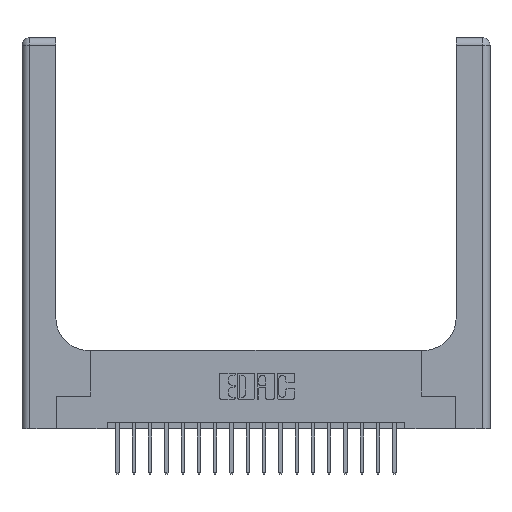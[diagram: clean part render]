
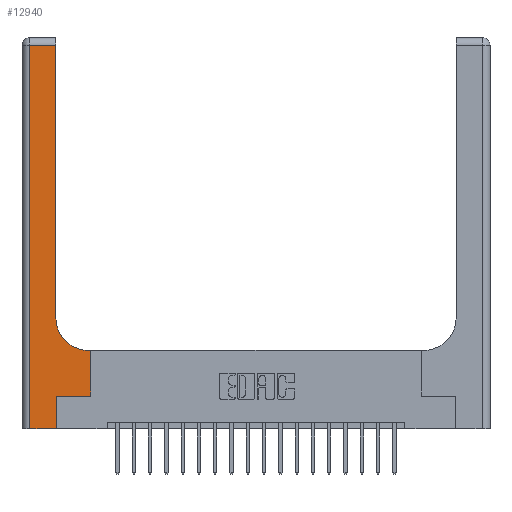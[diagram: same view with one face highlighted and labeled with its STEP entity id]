
A CAD part, top view. The second image highlights one B-rep face of the part: STEP entity #12940.
In plain terms, the highlighted planar face has unit normal (0, 0, 1).
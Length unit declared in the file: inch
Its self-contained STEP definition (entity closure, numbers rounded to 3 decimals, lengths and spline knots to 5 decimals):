
#1576 = VERTEX_POINT ( 'NONE', #3527 ) ;
#1819 = EDGE_CURVE ( 'NONE', #9339, #6976, #18123, .T. ) ;
#2279 = LINE ( 'NONE', #12318, #20069 ) ;
#2426 = CARTESIAN_POINT ( 'NONE',  ( 0.26, 2.94, 0.37 ) ) ;
#2499 = CARTESIAN_POINT ( 'NONE',  ( 0.06, 2.94, 0.37 ) ) ;
#3018 = ORIENTED_EDGE ( 'NONE', *, *, #6193, .T. ) ;
#3090 = EDGE_CURVE ( 'NONE', #16666, #19261, #3465, .T. ) ;
#3440 = DIRECTION ( 'NONE',  ( -1., 0., 0. ) ) ;
#3465 = LINE ( 'NONE', #6648, #19520 ) ;
#3527 = CARTESIAN_POINT ( 'NONE',  ( 0.265, 0.25, 0.37 ) ) ;
#3696 = PLANE ( 'NONE',  #12815 ) ;
#3928 = ORIENTED_EDGE ( 'NONE', *, *, #19474, .T. ) ;
#4359 = CARTESIAN_POINT ( 'NONE',  ( 0., 2.94, 0.37 ) ) ;
#4613 = VECTOR ( 'NONE', #10472, 39.37008 ) ;
#4722 = EDGE_CURVE ( 'NONE', #14167, #19734, #2279, .T. ) ;
#5323 = ORIENTED_EDGE ( 'NONE', *, *, #4722, .T. ) ;
#5424 = CARTESIAN_POINT ( 'NONE',  ( 0.26, 0.85, 0.37 ) ) ;
#6158 = DIRECTION ( 'NONE',  ( -1., 0., 0. ) ) ;
#6193 = EDGE_CURVE ( 'NONE', #7238, #13868, #13915, .T. ) ;
#6358 = LINE ( 'NONE', #12768, #12887 ) ;
#6573 = DIRECTION ( 'NONE',  ( 0., 1., 0. ) ) ;
#6648 = CARTESIAN_POINT ( 'NONE',  ( 0.528, 0.25, 0.37 ) ) ;
#6810 = CARTESIAN_POINT ( 'NONE',  ( 0.06, 0., 0.37 ) ) ;
#6963 = CARTESIAN_POINT ( 'NONE',  ( 0.51, 0.6, 0.37 ) ) ;
#6976 = VERTEX_POINT ( 'NONE', #5424 ) ;
#7238 = VERTEX_POINT ( 'NONE', #2426 ) ;
#7283 = LINE ( 'NONE', #17803, #17725 ) ;
#7548 = EDGE_CURVE ( 'NONE', #19261, #9339, #6358, .T. ) ;
#8267 = DIRECTION ( 'NONE',  ( -1., 0., 0. ) ) ;
#8307 = EDGE_CURVE ( 'NONE', #13868, #14167, #7283, .T. ) ;
#8620 = ORIENTED_EDGE ( 'NONE', *, *, #3090, .T. ) ;
#8690 = CARTESIAN_POINT ( 'NONE',  ( 0.51, 0.85, 0.37 ) ) ;
#8895 = CARTESIAN_POINT ( 'NONE',  ( 0.265, 0., 0.37 ) ) ;
#8900 = DIRECTION ( 'NONE',  ( 0., 0., -1. ) ) ;
#9062 = EDGE_CURVE ( 'NONE', #19734, #1576, #14085, .T. ) ;
#9339 = VERTEX_POINT ( 'NONE', #6963 ) ;
#9953 = CARTESIAN_POINT ( 'NONE',  ( 0.528, 0.25, 0.37 ) ) ;
#10051 = CARTESIAN_POINT ( 'NONE',  ( 0., 3., 0.37 ) ) ;
#10472 = DIRECTION ( 'NONE',  ( 0., 1., 0. ) ) ;
#10481 = FACE_OUTER_BOUND ( 'NONE', #16673, .T. ) ;
#11688 = DIRECTION ( 'NONE',  ( 0., -1., 0. ) ) ;
#12318 = CARTESIAN_POINT ( 'NONE',  ( 0., 0., 0.37 ) ) ;
#12422 = ORIENTED_EDGE ( 'NONE', *, *, #7548, .T. ) ;
#12585 = ORIENTED_EDGE ( 'NONE', *, *, #9062, .T. ) ;
#12768 = CARTESIAN_POINT ( 'NONE',  ( 0.26, 0.6, 0.37 ) ) ;
#12815 = AXIS2_PLACEMENT_3D ( 'NONE', #10051, #17855, #8267 ) ;
#12863 = CARTESIAN_POINT ( 'NONE',  ( 0.265, 0.25, 0.37 ) ) ;
#12887 = VECTOR ( 'NONE', #3440, 39.37008 ) ;
#12940 = ADVANCED_FACE ( 'NONE', ( #10481 ), #3696, .F. ) ;
#13129 = CARTESIAN_POINT ( 'NONE',  ( 0.265, 0., 0.37 ) ) ;
#13206 = AXIS2_PLACEMENT_3D ( 'NONE', #8690, #8900, #14957 ) ;
#13295 = ORIENTED_EDGE ( 'NONE', *, *, #15460, .T. ) ;
#13346 = VECTOR ( 'NONE', #16132, 39.37008 ) ;
#13868 = VERTEX_POINT ( 'NONE', #2499 ) ;
#13915 = LINE ( 'NONE', #4359, #15378 ) ;
#14085 = LINE ( 'NONE', #8895, #4613 ) ;
#14167 = VERTEX_POINT ( 'NONE', #6810 ) ;
#14957 = DIRECTION ( 'NONE',  ( 1., 0., 0. ) ) ;
#15378 = VECTOR ( 'NONE', #6158, 39.37008 ) ;
#15460 = EDGE_CURVE ( 'NONE', #6976, #7238, #15746, .T. ) ;
#15746 = LINE ( 'NONE', #16009, #16490 ) ;
#16009 = CARTESIAN_POINT ( 'NONE',  ( 0.26, 3., 0.37 ) ) ;
#16132 = DIRECTION ( 'NONE',  ( 1., 0., 0. ) ) ;
#16145 = DIRECTION ( 'NONE',  ( 0., 1., 0. ) ) ;
#16490 = VECTOR ( 'NONE', #6573, 39.37008 ) ;
#16666 = VERTEX_POINT ( 'NONE', #9953 ) ;
#16673 = EDGE_LOOP ( 'NONE', ( #13295, #3018, #19813, #5323, #12585, #3928, #8620, #12422, #18553 ) ) ;
#17725 = VECTOR ( 'NONE', #11688, 39.37008 ) ;
#17732 = LINE ( 'NONE', #12863, #13346 ) ;
#17803 = CARTESIAN_POINT ( 'NONE',  ( 0.06, 3., 0.37 ) ) ;
#17855 = DIRECTION ( 'NONE',  ( 0., 0., -1. ) ) ;
#18123 = CIRCLE ( 'NONE', #13206, 0.25 ) ;
#18553 = ORIENTED_EDGE ( 'NONE', *, *, #1819, .T. ) ;
#19261 = VERTEX_POINT ( 'NONE', #19933 ) ;
#19474 = EDGE_CURVE ( 'NONE', #1576, #16666, #17732, .T. ) ;
#19520 = VECTOR ( 'NONE', #16145, 39.37008 ) ;
#19734 = VERTEX_POINT ( 'NONE', #13129 ) ;
#19813 = ORIENTED_EDGE ( 'NONE', *, *, #8307, .T. ) ;
#19933 = CARTESIAN_POINT ( 'NONE',  ( 0.528, 0.6, 0.37 ) ) ;
#19992 = DIRECTION ( 'NONE',  ( 1., 0., 0. ) ) ;
#20069 = VECTOR ( 'NONE', #19992, 39.37008 ) ;
